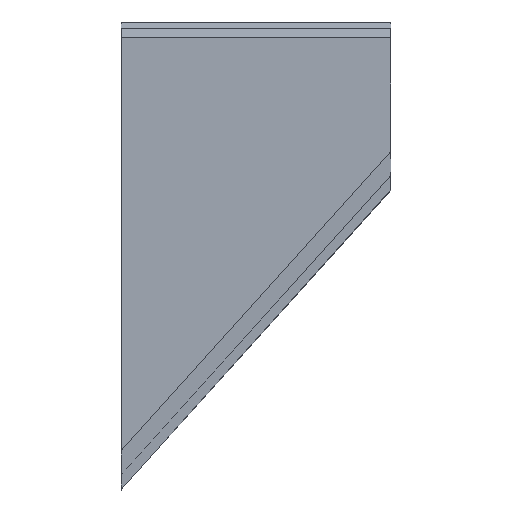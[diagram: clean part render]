
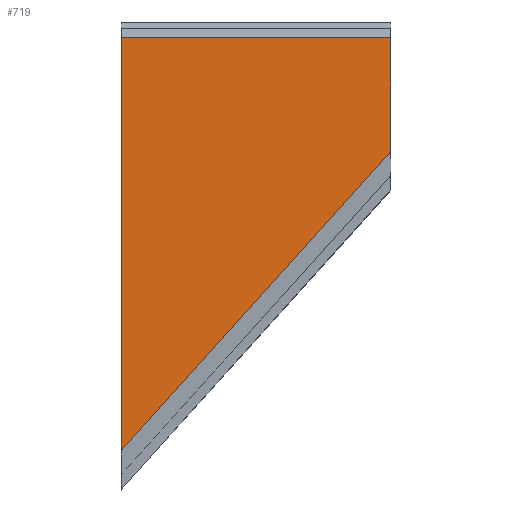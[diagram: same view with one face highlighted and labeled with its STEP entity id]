
A CAD part, front view. The second image highlights one B-rep face of the part: STEP entity #719.
In plain terms, the highlighted planar face has unit normal (0, -1, 0).
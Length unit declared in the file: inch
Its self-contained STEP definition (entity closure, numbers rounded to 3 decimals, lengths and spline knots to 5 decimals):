
#53 = VERTEX_POINT ( 'NONE', #438 ) ;
#65 = DIRECTION ( 'NONE',  ( -0.669, 0., -0.743 ) ) ;
#72 = DIRECTION ( 'NONE',  ( 0., 0., -1. ) ) ;
#94 = DIRECTION ( 'NONE',  ( 0., 0., 1. ) ) ;
#96 = EDGE_LOOP ( 'NONE', ( #710, #267, #663, #326 ) ) ;
#147 = DIRECTION ( 'NONE',  ( -1., 0., 0. ) ) ;
#171 = LINE ( 'NONE', #293, #592 ) ;
#208 = VECTOR ( 'NONE', #72, 39.37008 ) ;
#209 = CARTESIAN_POINT ( 'NONE',  ( 6.75, -0.063, -0.46837 ) ) ;
#220 = EDGE_CURVE ( 'NONE', #327, #571, #171, .T. ) ;
#266 = DIRECTION ( 'NONE',  ( 0., -1., 0. ) ) ;
#267 = ORIENTED_EDGE ( 'NONE', *, *, #470, .T. ) ;
#273 = FACE_OUTER_BOUND ( 'NONE', #96, .T. ) ;
#293 = CARTESIAN_POINT ( 'NONE',  ( 8.39384, -0.063, -1.47946 ) ) ;
#305 = CARTESIAN_POINT ( 'NONE',  ( 0., -0.063, -10.80595 ) ) ;
#326 = ORIENTED_EDGE ( 'NONE', *, *, #220, .F. ) ;
#327 = VERTEX_POINT ( 'NONE', #573 ) ;
#332 = CARTESIAN_POINT ( 'NONE',  ( 0., -0.063, 0. ) ) ;
#408 = LINE ( 'NONE', #629, #208 ) ;
#428 = PLANE ( 'NONE',  #621 ) ;
#438 = CARTESIAN_POINT ( 'NONE',  ( 0., -0.063, -0.46837 ) ) ;
#460 = CARTESIAN_POINT ( 'NONE',  ( 6.75, -0.063, -0.46837 ) ) ;
#470 = EDGE_CURVE ( 'NONE', #603, #53, #655, .T. ) ;
#537 = CARTESIAN_POINT ( 'NONE',  ( 0., -0.063, -12. ) ) ;
#571 = VERTEX_POINT ( 'NONE', #305 ) ;
#573 = CARTESIAN_POINT ( 'NONE',  ( 6.75, -0.063, -3.30595 ) ) ;
#592 = VECTOR ( 'NONE', #65, 39.37008 ) ;
#601 = DIRECTION ( 'NONE',  ( 0., 0., 1. ) ) ;
#603 = VERTEX_POINT ( 'NONE', #460 ) ;
#621 = AXIS2_PLACEMENT_3D ( 'NONE', #332, #266, #94 ) ;
#627 = EDGE_CURVE ( 'NONE', #603, #327, #408, .T. ) ;
#629 = CARTESIAN_POINT ( 'NONE',  ( 6.75, -0.063, 0. ) ) ;
#638 = EDGE_CURVE ( 'NONE', #571, #53, #703, .T. ) ;
#642 = VECTOR ( 'NONE', #601, 39.37008 ) ;
#655 = LINE ( 'NONE', #209, #716 ) ;
#663 = ORIENTED_EDGE ( 'NONE', *, *, #638, .F. ) ;
#703 = LINE ( 'NONE', #537, #642 ) ;
#710 = ORIENTED_EDGE ( 'NONE', *, *, #627, .F. ) ;
#716 = VECTOR ( 'NONE', #147, 39.37008 ) ;
#719 = ADVANCED_FACE ( 'NONE', ( #273 ), #428, .T. ) ;
